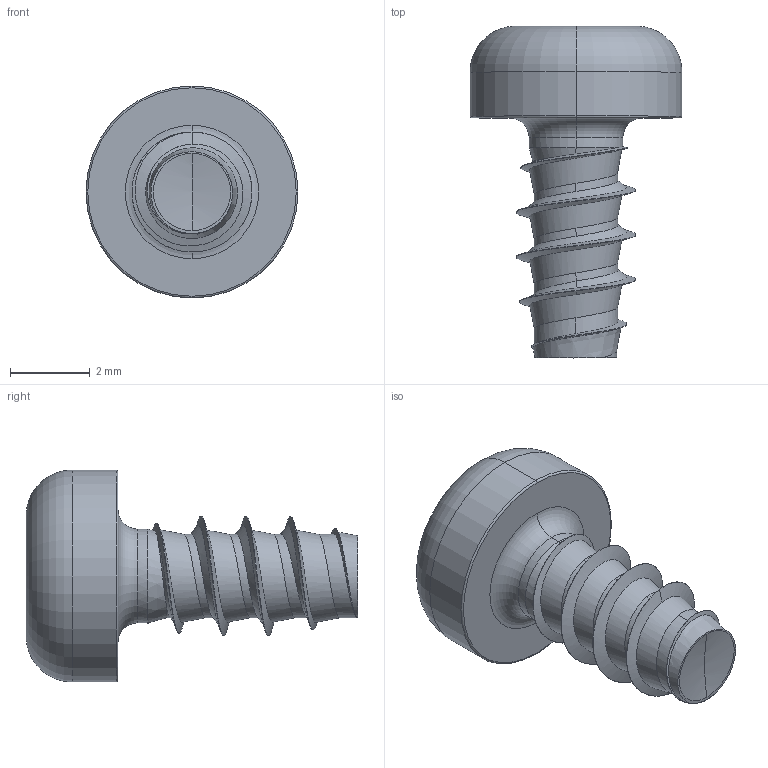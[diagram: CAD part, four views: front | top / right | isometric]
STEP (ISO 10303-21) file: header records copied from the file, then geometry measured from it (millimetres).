
FILE_DESCRIPTION (( 'STEP AP203' ), '1' );
FILE_NAME ('STP420300070.STEP', '2017-08-11T13:31:50', ( '' ), ( '' ), 'SwSTEP 2.0', 'SolidWorks 2015', '' );
FILE_SCHEMA (( 'CONFIG_CONTROL_DESIGN' ));
Length unit declared in the file: millimetre
Products named in the file (2): STP_STPA_STW_2015_S; STP420300070
Assembly tree (5 placements, depth 2):
  STP420300070
    STP_STPA_STW_2015_S  x5
Bounding box: 5.3 x 8.3 x 5.3 mm (x, y, z)
Surface area: 729.9 mm2
Topology: 5 solids, 5 shells, 500 faces, 1185 edges, 705 vertices
Faces by surface type: cylinder 185, bspline 175, cone 55, torus 50, sphere 20, plane 15
Entity records: 10577 total; most frequent: CARTESIAN_POINT 8270, ORIENTED_EDGE 474, DIRECTION 348, EDGE_CURVE 237, AXIS2_PLACEMENT_3D 148, VERTEX_POINT 141, EDGE_LOOP 102, B_SPLINE_CURVE_WITH_KNOTS 101
